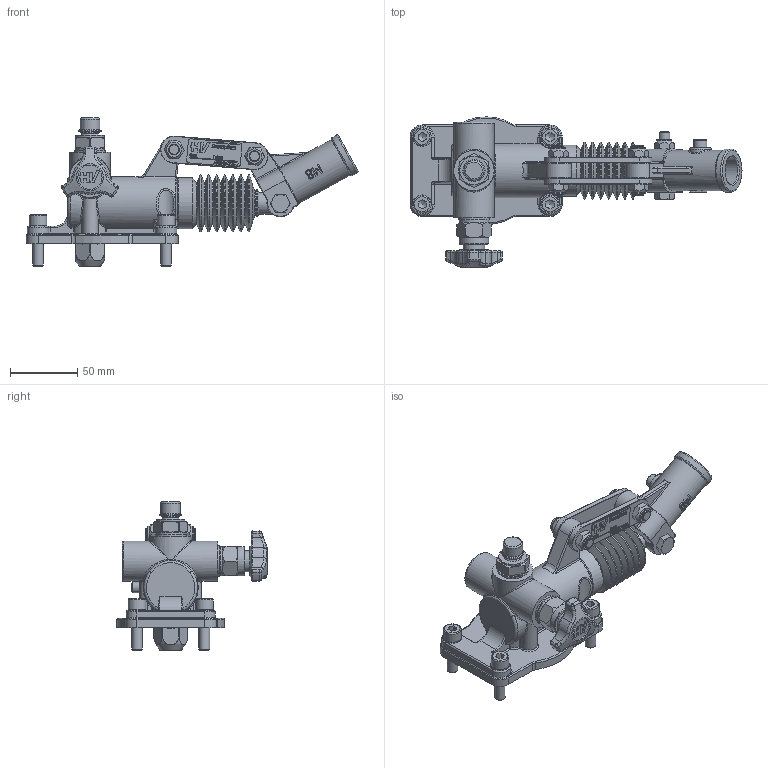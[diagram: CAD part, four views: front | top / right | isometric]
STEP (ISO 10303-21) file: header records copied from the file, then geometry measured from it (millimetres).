
FILE_DESCRIPTION((''),'2;1');
FILE_NAME('6066.0037.00.50 Bloccato.stp','2012-11-12T11:47:57',('Christian'),(''),'Autodesk Inventor 2010','Autodesk Inventor 2010','');
FILE_SCHEMA(('AUTOMOTIVE_DESIGN { 1 0 10303 214 1 1 1 1 }'));
Length unit declared in the file: millimetre
Products named in the file (1): 6066.0037.00.50 Bloccato
Bounding box: 246.63 x 111.72 x 110 mm (x, y, z)
Surface area: 113605.2 mm2 (no closed solid volume)
Topology: 0 solids, 13 shells, 1483 faces, 3661 edges, 2272 vertices
Faces by surface type: plane 637, bspline 315, cylinder 288, torus 126, cone 110, sphere 7
Full cylindrical faces by diameter (mm): 6 x1, 8 x20, 10 x1, 11.05 x5, 11.6 x1, 12 x4, 13 x4, 13.5 x1, 14.5 x1, 16 x2, 16.5 x1, 18 x2, 20 x1, 21 x4, 21.8 x2, 23 x3, 28 x9, 30 x4, 32 x1, 38.004 x1
Entity records: 49278 total; most frequent: CARTESIAN_POINT 15719, ORIENTED_EDGE 6724, DIRECTION 6065, EDGE_CURVE 3362, VERTEX_POINT 2202, AXIS2_PLACEMENT_3D 2184, EDGE_LOOP 1816, VECTOR 1697
